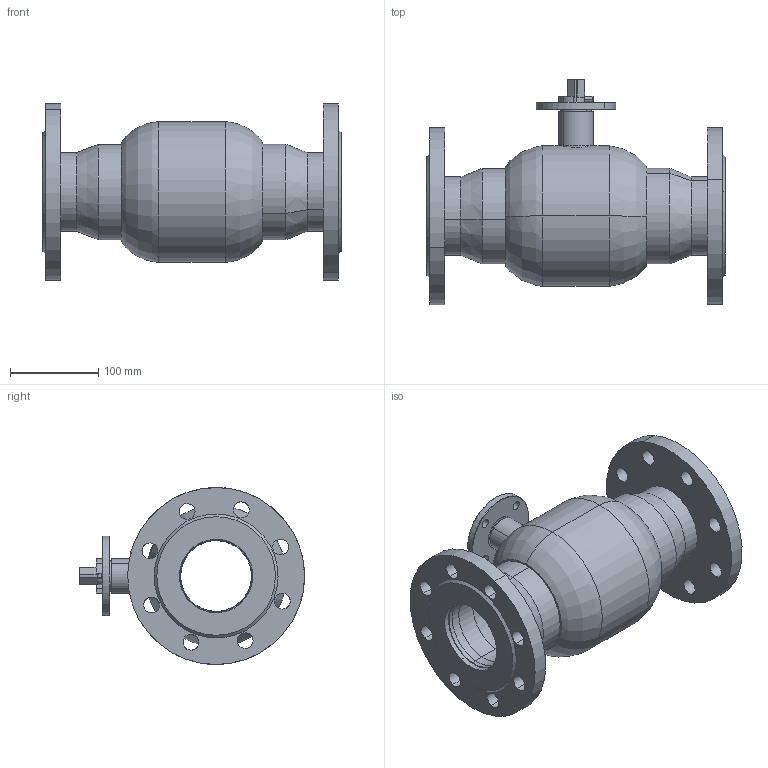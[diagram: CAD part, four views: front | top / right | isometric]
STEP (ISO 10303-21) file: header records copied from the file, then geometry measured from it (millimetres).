
FILE_DESCRIPTION (( 'STEP AP214' ), '1' );
FILE_NAME ('通径DN80法兰球阀-蜗轮盘PN16.STEP', '2026-01-28T03:35:33', ( '' ), ( '' ), 'SwSTEP 2.0', 'SolidWorks 2022', '' );
FILE_SCHEMA (( 'AUTOMOTIVE_DESIGN' ));
Length unit declared in the file: millimetre
Products named in the file (8): Q61F-100-16詩种; Q61F-100-1概极樓馱; Q61F-100-5粣杶; 80籵噤諉; Q61F-100-3概裝; 80楊擘1.6; 80-100攫; 通径DN80法兰球阀-蜗轮盘PN16
Assembly tree (9 placements, depth 2):
  通径DN80法兰球阀-蜗轮盘PN16
    Q61F-100-1概极樓馱
    Q61F-100-5粣杶
    80-100攫
    80籵噤諉  x2
    Q61F-100-3概裝
    Q61F-100-16詩种
    80楊擘1.6  x2
Bounding box: 337 x 254.49 x 199.98 mm (x, y, z)
Volume: 1719143.7 mm3; surface area: 491166.4 mm2
Topology: 9 solids, 9 shells, 222 faces, 513 edges, 324 vertices
Faces by surface type: cylinder 123, plane 57, cone 28, torus 14
Entity records: 5914 total; most frequent: CARTESIAN_POINT 1278, DIRECTION 953, ORIENTED_EDGE 782, AXIS2_PLACEMENT_3D 397, EDGE_CURVE 391, VERTEX_POINT 248, EDGE_LOOP 221, CIRCLE 216
